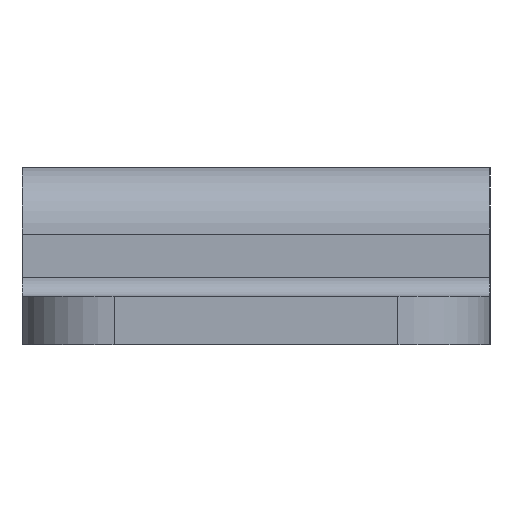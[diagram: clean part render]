
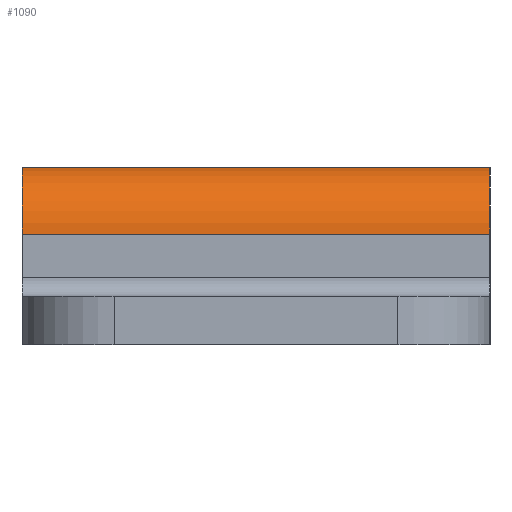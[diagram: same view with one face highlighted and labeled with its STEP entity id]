
A CAD part, left-side view. The second image highlights one B-rep face of the part: STEP entity #1090.
In plain terms, the highlighted cylindrical face has radius 3.65 mm (diameter 7.3 mm), a partial arc.
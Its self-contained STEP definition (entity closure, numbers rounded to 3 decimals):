
#47=CARTESIAN_POINT('',(-39.,-12.7,-3.65));
#48=DIRECTION('',(0.,-1.,0.));
#49=DIRECTION('',(0.,0.,1.));
#50=AXIS2_PLACEMENT_3D('',#47,#48,#49);
#162=CARTESIAN_POINT('',(-39.,12.7,-3.65));
#163=DIRECTION('',(0.,1.,0.));
#164=DIRECTION('',(-1.,0.,0.));
#165=AXIS2_PLACEMENT_3D('',#162,#163,#164);
#251=DIRECTION('',(0.,-1.,0.));
#252=VECTOR('',#251,25.4);
#253=CARTESIAN_POINT('',(-39.,12.7,0.));
#254=LINE('',#253,#252);
#399=DIRECTION('',(0.,-1.,0.));
#400=VECTOR('',#399,25.4);
#401=CARTESIAN_POINT('',(-42.65,12.7,-3.65));
#402=LINE('',#401,#400);
#513=CARTESIAN_POINT('',(-39.,-12.7,0.));
#514=CARTESIAN_POINT('',(-42.65,-12.7,-3.65));
#515=VERTEX_POINT('',#513);
#516=VERTEX_POINT('',#514);
#517=CARTESIAN_POINT('',(-42.65,12.7,-3.65));
#518=VERTEX_POINT('',#517);
#519=CARTESIAN_POINT('',(-39.,12.7,0.));
#520=VERTEX_POINT('',#519);
#1079=CARTESIAN_POINT('',(-39.,45.811,-3.65));
#1080=DIRECTION('',(0.,-1.,0.));
#1081=DIRECTION('',(0.,0.,1.));
#1082=AXIS2_PLACEMENT_3D('',#1079,#1080,#1081);
#1083=CYLINDRICAL_SURFACE('',#1082,3.65);
#1084=ORIENTED_EDGE('',*,*,#586,.T.);
#1085=ORIENTED_EDGE('',*,*,#1071,.F.);
#1086=ORIENTED_EDGE('',*,*,#731,.T.);
#1087=ORIENTED_EDGE('',*,*,#807,.T.);
#1088=EDGE_LOOP('',(#1084,#1085,#1086,#1087));
#1089=FACE_OUTER_BOUND('',#1088,.F.);
#1090=ADVANCED_FACE('',(#1089),#1083,.T.);
#51=CIRCLE('',#50,3.65);
#166=CIRCLE('',#165,3.65);
#586=EDGE_CURVE('',#515,#516,#51,.T.);
#731=EDGE_CURVE('',#518,#520,#166,.T.);
#807=EDGE_CURVE('',#520,#515,#254,.T.);
#1071=EDGE_CURVE('',#518,#516,#402,.T.);
